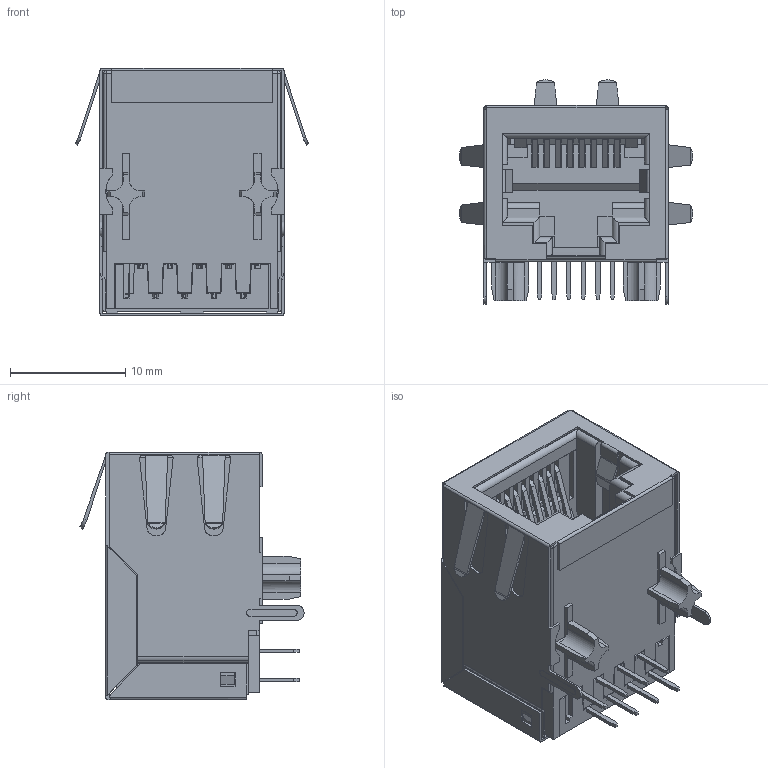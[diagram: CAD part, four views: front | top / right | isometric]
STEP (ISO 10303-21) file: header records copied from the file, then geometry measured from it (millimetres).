
FILE_DESCRIPTION(('CATIA V5 STEP Exchange','CAx-IF Rec.Pracs.--- Model Styling and Organization---1.4--- 2014-01-23'),'2;1');
FILE_NAME ('212767-2_0_2474160000_2474160000.stp','2019-05-06T12:38:16+00:00',('none'),('Weidmueller'),'CATIA Version 5-6 Release 2016 SP3 HF44','CATIA V5 STEP AP214','none');
FILE_SCHEMA(('AUTOMOTIVE_DESIGN { 1 0 10303 214 1 1 1 1 }'));
Products named in the file (1): 2474160000
Bounding box: 20.3 x 19.48 x 21.5 mm (x, y, z)
Volume: 1965.9 mm3; surface area: 6414.3 mm2
Topology: 7 solids, 7 shells, 1660 faces, 4952 edges, 3239 vertices
Faces by surface type: plane 1310, cylinder 290, revolution 60
Entity records: 58814 total; most frequent: CARTESIAN_POINT 13268, ORIENTED_EDGE 9896, DIRECTION 7866, EDGE_CURVE 4948, VECTOR 4290, LINE 4290, VERTEX_POINT 3239, AXIS2_PLACEMENT_3D 1917
